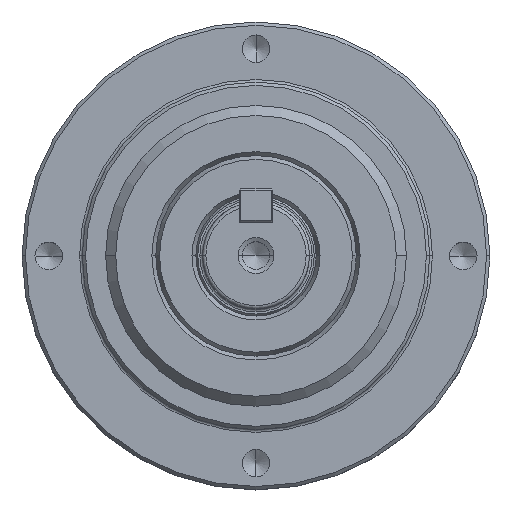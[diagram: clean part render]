
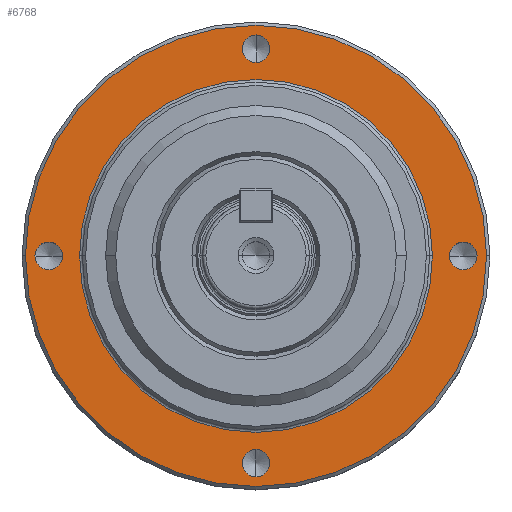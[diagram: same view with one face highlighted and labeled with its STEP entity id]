
A CAD part, top view. The second image highlights one B-rep face of the part: STEP entity #6768.
In plain terms, the highlighted planar face has unit normal (0, 0, 1).
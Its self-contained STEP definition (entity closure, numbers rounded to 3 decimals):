
#111 = CIRCLE ( 'NONE', #11097, 34.5 ) ;
#231 = DIRECTION ( 'NONE',  ( 0., 0., -1. ) ) ;
#286 = CARTESIAN_POINT ( 'NONE',  ( 0., -33.067, 0. ) ) ;
#334 = DIRECTION ( 'NONE',  ( 0., 0., -1. ) ) ;
#430 = CARTESIAN_POINT ( 'NONE',  ( 0., 31., 0. ) ) ;
#541 = DIRECTION ( 'NONE',  ( 0., 0., -1. ) ) ;
#566 = DIRECTION ( 'NONE',  ( 1., 0., 0. ) ) ;
#641 = DIRECTION ( 'NONE',  ( -1., 0., 0. ) ) ;
#738 = EDGE_CURVE ( 'NONE', #9474, #7861, #13041, .T. ) ;
#742 = ORIENTED_EDGE ( 'NONE', *, *, #10403, .T. ) ;
#1260 = ORIENTED_EDGE ( 'NONE', *, *, #11875, .F. ) ;
#1563 = FACE_BOUND ( 'NONE', #10778, .T. ) ;
#1639 = FACE_BOUND ( 'NONE', #7724, .T. ) ;
#1656 = ORIENTED_EDGE ( 'NONE', *, *, #738, .T. ) ;
#1683 = DIRECTION ( 'NONE',  ( 0., 0., -1. ) ) ;
#1719 = DIRECTION ( 'NONE',  ( 0., 0., -1. ) ) ;
#1776 = CIRCLE ( 'NONE', #3478, 2.067 ) ;
#1781 = FACE_BOUND ( 'NONE', #12727, .T. ) ;
#2015 = DIRECTION ( 'NONE',  ( 0., 0., 1. ) ) ;
#2081 = AXIS2_PLACEMENT_3D ( 'NONE', #7107, #2368, #14061 ) ;
#2107 = CARTESIAN_POINT ( 'NONE',  ( 0., -28.933, 0. ) ) ;
#2251 = CARTESIAN_POINT ( 'NONE',  ( 33.067, 0., 0. ) ) ;
#2278 = EDGE_CURVE ( 'NONE', #11626, #12287, #11831, .T. ) ;
#2368 = DIRECTION ( 'NONE',  ( 0., 0., -1. ) ) ;
#2380 = ORIENTED_EDGE ( 'NONE', *, *, #9705, .T. ) ;
#2692 = AXIS2_PLACEMENT_3D ( 'NONE', #8442, #12179, #641 ) ;
#2839 = DIRECTION ( 'NONE',  ( 0., 1., 0. ) ) ;
#3465 = CARTESIAN_POINT ( 'NONE',  ( 0., 28.933, 0. ) ) ;
#3478 = AXIS2_PLACEMENT_3D ( 'NONE', #13511, #12370, #6786 ) ;
#3913 = DIRECTION ( 'NONE',  ( -1., 0., 0. ) ) ;
#4058 = CARTESIAN_POINT ( 'NONE',  ( 0., 31., 0. ) ) ;
#4454 = VERTEX_POINT ( 'NONE', #6592 ) ;
#4634 = VERTEX_POINT ( 'NONE', #11912 ) ;
#5182 = CIRCLE ( 'NONE', #13720, 2.067 ) ;
#5241 = CIRCLE ( 'NONE', #8896, 2.067 ) ;
#5285 = AXIS2_PLACEMENT_3D ( 'NONE', #6074, #13019, #12788 ) ;
#5663 = ORIENTED_EDGE ( 'NONE', *, *, #10173, .F. ) ;
#5846 = CARTESIAN_POINT ( 'NONE',  ( 34.5, 0., 0. ) ) ;
#5909 = EDGE_CURVE ( 'NONE', #11444, #11133, #8028, .T. ) ;
#5961 = DIRECTION ( 'NONE',  ( -1., 0., 0. ) ) ;
#6020 = EDGE_LOOP ( 'NONE', ( #7606, #1656 ) ) ;
#6074 = CARTESIAN_POINT ( 'NONE',  ( 0., 0., 0. ) ) ;
#6258 = ORIENTED_EDGE ( 'NONE', *, *, #13887, .T. ) ;
#6309 = FACE_BOUND ( 'NONE', #6020, .T. ) ;
#6366 = CARTESIAN_POINT ( 'NONE',  ( 26.4, 0., 0. ) ) ;
#6451 = FACE_BOUND ( 'NONE', #13334, .T. ) ;
#6592 = CARTESIAN_POINT ( 'NONE',  ( 28.933, 0., 0. ) ) ;
#6714 = AXIS2_PLACEMENT_3D ( 'NONE', #9312, #231, #5961 ) ;
#6768 = ADVANCED_FACE ( 'NONE', ( #8592, #1639, #1781, #6309, #6451, #1563 ), #13180, .F. ) ;
#6786 = DIRECTION ( 'NONE',  ( 0., -1., 0. ) ) ;
#6988 = CARTESIAN_POINT ( 'NONE',  ( -33.067, 0., 0. ) ) ;
#7107 = CARTESIAN_POINT ( 'NONE',  ( -31., 0., 0. ) ) ;
#7193 = AXIS2_PLACEMENT_3D ( 'NONE', #13173, #334, #11636 ) ;
#7239 = CIRCLE ( 'NONE', #11620, 26.4 ) ;
#7606 = ORIENTED_EDGE ( 'NONE', *, *, #10082, .T. ) ;
#7724 = EDGE_LOOP ( 'NONE', ( #6258, #10263 ) ) ;
#7861 = VERTEX_POINT ( 'NONE', #9139 ) ;
#7908 = CIRCLE ( 'NONE', #10845, 2.067 ) ;
#8028 = CIRCLE ( 'NONE', #9488, 2.067 ) ;
#8226 = EDGE_LOOP ( 'NONE', ( #5663, #13202 ) ) ;
#8442 = CARTESIAN_POINT ( 'NONE',  ( 0., 0., 0. ) ) ;
#8470 = ORIENTED_EDGE ( 'NONE', *, *, #10355, .T. ) ;
#8528 = DIRECTION ( 'NONE',  ( 0., 1., 0. ) ) ;
#8592 = FACE_OUTER_BOUND ( 'NONE', #8226, .T. ) ;
#8808 = DIRECTION ( 'NONE',  ( 0., 0., -1. ) ) ;
#8885 = DIRECTION ( 'NONE',  ( -1., 0., 0. ) ) ;
#8896 = AXIS2_PLACEMENT_3D ( 'NONE', #4058, #12313, #2839 ) ;
#8994 = VERTEX_POINT ( 'NONE', #6366 ) ;
#9016 = CARTESIAN_POINT ( 'NONE',  ( -34.5, 0., 0. ) ) ;
#9139 = CARTESIAN_POINT ( 'NONE',  ( 0., 33.067, 0. ) ) ;
#9312 = CARTESIAN_POINT ( 'NONE',  ( -31., 0., 0. ) ) ;
#9432 = VERTEX_POINT ( 'NONE', #6988 ) ;
#9474 = VERTEX_POINT ( 'NONE', #3465 ) ;
#9488 = AXIS2_PLACEMENT_3D ( 'NONE', #14451, #541, #13158 ) ;
#9705 = EDGE_CURVE ( 'NONE', #12637, #4454, #7908, .T. ) ;
#9716 = DIRECTION ( 'NONE',  ( 0., 0., -1. ) ) ;
#9839 = DIRECTION ( 'NONE',  ( 1., 0., 0. ) ) ;
#9905 = CIRCLE ( 'NONE', #5285, 26.4 ) ;
#9933 = CARTESIAN_POINT ( 'NONE',  ( 0., 0., 0. ) ) ;
#10082 = EDGE_CURVE ( 'NONE', #7861, #9474, #5241, .T. ) ;
#10125 = ORIENTED_EDGE ( 'NONE', *, *, #13705, .T. ) ;
#10173 = EDGE_CURVE ( 'NONE', #12287, #11626, #111, .T. ) ;
#10263 = ORIENTED_EDGE ( 'NONE', *, *, #5909, .T. ) ;
#10340 = AXIS2_PLACEMENT_3D ( 'NONE', #430, #1719, #8528 ) ;
#10355 = EDGE_CURVE ( 'NONE', #10963, #9432, #13782, .T. ) ;
#10403 = EDGE_CURVE ( 'NONE', #9432, #10963, #15000, .T. ) ;
#10778 = EDGE_LOOP ( 'NONE', ( #1260, #11253 ) ) ;
#10845 = AXIS2_PLACEMENT_3D ( 'NONE', #10959, #8808, #566 ) ;
#10959 = CARTESIAN_POINT ( 'NONE',  ( 31., 0., 0. ) ) ;
#10963 = VERTEX_POINT ( 'NONE', #11217 ) ;
#11097 = AXIS2_PLACEMENT_3D ( 'NONE', #9933, #9716, #3913 ) ;
#11133 = VERTEX_POINT ( 'NONE', #286 ) ;
#11217 = CARTESIAN_POINT ( 'NONE',  ( -28.933, 0., 0. ) ) ;
#11253 = ORIENTED_EDGE ( 'NONE', *, *, #11589, .F. ) ;
#11444 = VERTEX_POINT ( 'NONE', #2107 ) ;
#11589 = EDGE_CURVE ( 'NONE', #8994, #4634, #9905, .T. ) ;
#11620 = AXIS2_PLACEMENT_3D ( 'NONE', #13847, #2015, #8885 ) ;
#11626 = VERTEX_POINT ( 'NONE', #5846 ) ;
#11636 = DIRECTION ( 'NONE',  ( -1., 0., 0. ) ) ;
#11831 = CIRCLE ( 'NONE', #7193, 34.5 ) ;
#11875 = EDGE_CURVE ( 'NONE', #4634, #8994, #7239, .T. ) ;
#11912 = CARTESIAN_POINT ( 'NONE',  ( -26.4, 0., 0. ) ) ;
#12179 = DIRECTION ( 'NONE',  ( 0., 0., -1. ) ) ;
#12222 = CARTESIAN_POINT ( 'NONE',  ( 31., 0., 0. ) ) ;
#12287 = VERTEX_POINT ( 'NONE', #9016 ) ;
#12313 = DIRECTION ( 'NONE',  ( 0., 0., -1. ) ) ;
#12370 = DIRECTION ( 'NONE',  ( 0., 0., -1. ) ) ;
#12637 = VERTEX_POINT ( 'NONE', #2251 ) ;
#12727 = EDGE_LOOP ( 'NONE', ( #742, #8470 ) ) ;
#12788 = DIRECTION ( 'NONE',  ( -1., 0., 0. ) ) ;
#13019 = DIRECTION ( 'NONE',  ( 0., 0., 1. ) ) ;
#13041 = CIRCLE ( 'NONE', #10340, 2.067 ) ;
#13158 = DIRECTION ( 'NONE',  ( 0., -1., 0. ) ) ;
#13173 = CARTESIAN_POINT ( 'NONE',  ( 0., 0., 0. ) ) ;
#13180 = PLANE ( 'NONE',  #2692 ) ;
#13202 = ORIENTED_EDGE ( 'NONE', *, *, #2278, .F. ) ;
#13334 = EDGE_LOOP ( 'NONE', ( #2380, #10125 ) ) ;
#13511 = CARTESIAN_POINT ( 'NONE',  ( 0., -31., 0. ) ) ;
#13705 = EDGE_CURVE ( 'NONE', #4454, #12637, #5182, .T. ) ;
#13720 = AXIS2_PLACEMENT_3D ( 'NONE', #12222, #1683, #9839 ) ;
#13782 = CIRCLE ( 'NONE', #2081, 2.067 ) ;
#13847 = CARTESIAN_POINT ( 'NONE',  ( 0., 0., 0. ) ) ;
#13887 = EDGE_CURVE ( 'NONE', #11133, #11444, #1776, .T. ) ;
#14061 = DIRECTION ( 'NONE',  ( -1., 0., 0. ) ) ;
#14451 = CARTESIAN_POINT ( 'NONE',  ( 0., -31., 0. ) ) ;
#15000 = CIRCLE ( 'NONE', #6714, 2.067 ) ;
